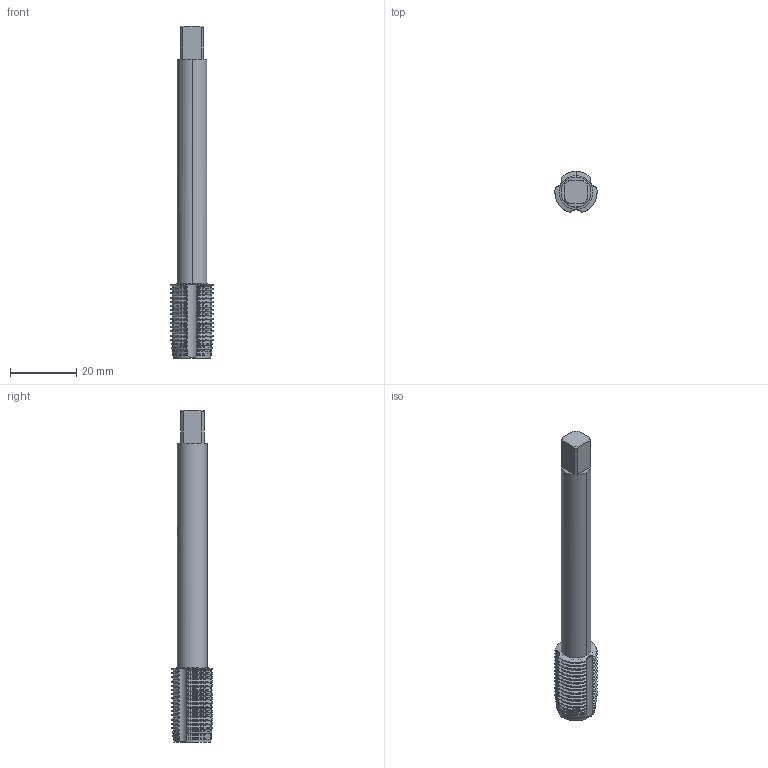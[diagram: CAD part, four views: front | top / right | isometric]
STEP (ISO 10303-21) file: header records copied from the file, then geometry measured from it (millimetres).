
FILE_DESCRIPTION(('no description'),'unknown implementation level');
FILE_NAME('solidubyPpknMQfb0Rpur_9pPWVWL0Jg_1.STP',' ',('CIM GmbH Aachen'),('CADClick - KiM GmbH - www.kimweb.de'),'unknown preprocess','ACIS','unknown authorization');
FILE_SCHEMA(('automotive_design'));
Length unit declared in the file: millimetre
Products named in the file (2): 1; 2
Bounding box: 12.7 x 12.46 x 100 mm (x, y, z)
Volume: 7215.5 mm3; surface area: 5050.2 mm2
Topology: 2 solids, 2 shells, 377 faces, 1047 edges, 674 vertices
Faces by surface type: cone 196, cylinder 161, plane 17, revolution 3
Entity records: 24978 total; most frequent: CARTESIAN_POINT 3794, STYLED_ITEM 2100, PRESENTATION_STYLE_ASSIGNMENT 2100, COLOUR_RGB 2100, ORIENTED_EDGE 2094, DIRECTION 1978, EDGE_CURVE 1047, CURVE_STYLE 1047
